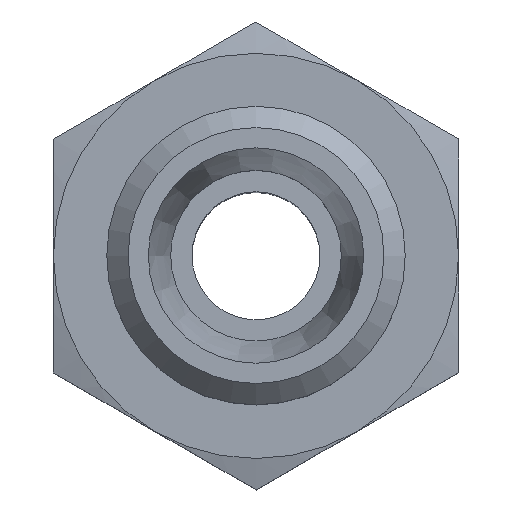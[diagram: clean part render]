
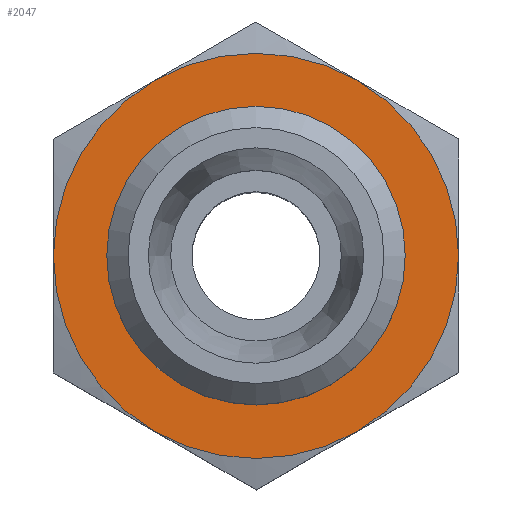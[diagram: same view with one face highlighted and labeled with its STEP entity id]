
A CAD part, top view. The second image highlights one B-rep face of the part: STEP entity #2047.
In plain terms, the highlighted planar face has unit normal (0, 0, 1).
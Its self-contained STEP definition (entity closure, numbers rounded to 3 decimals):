
#1463=CARTESIAN_POINT('',(4.064,9.907,19.0));
#1464=VERTEX_POINT('',#1463);
#1478=CARTESIAN_POINT('',(4.064,9.901,19.0));
#1479=VERTEX_POINT('',#1478);
#1480=CARTESIAN_POINT('',(4.064,9.907,19.0));
#1481=DIRECTION('',(0.001,-1.,0.0));
#1482=VECTOR('',#1481,0.006);
#1483=LINE('',#1480,#1482);
#1484=EDGE_CURVE('',#1464,#1479,#1483,.T.);
#1544=CARTESIAN_POINT('',(-0.691,18.131,19.0));
#1545=VERTEX_POINT('',#1544);
#1591=CARTESIAN_POINT('',(-10.191,18.126,19.0));
#1592=VERTEX_POINT('',#1591);
#1780=CARTESIAN_POINT('',(-10.181,1.671,19.0));
#1781=VERTEX_POINT('',#1780);
#1827=CARTESIAN_POINT('',(-0.681,1.677,19.0));
#1828=VERTEX_POINT('',#1827);
#1867=CARTESIAN_POINT('',(-14.936,9.896,19.0));
#1868=VERTEX_POINT('',#1867);
#1926=CARTESIAN_POINT('',(-5.436,9.901,19.0));
#1927=DIRECTION('',(0.0,0.0,1.0));
#1928=DIRECTION('',(-1.0,0.0,0.0));
#1929=AXIS2_PLACEMENT_3D('',#1926,#1927,#1928);
#1930=CIRCLE('',#1929,9.5);
#1931=EDGE_CURVE('',#1464,#1545,#1930,.T.);
#1944=CARTESIAN_POINT('',(-5.436,9.901,19.0));
#1945=DIRECTION('',(0.0,0.0,1.0));
#1946=DIRECTION('',(-1.0,0.0,0.0));
#1947=AXIS2_PLACEMENT_3D('',#1944,#1945,#1946);
#1948=CIRCLE('',#1947,9.5);
#1949=EDGE_CURVE('',#1828,#1479,#1948,.T.);
#1960=CARTESIAN_POINT('',(-5.436,9.901,19.0));
#1961=DIRECTION('',(0.0,0.0,1.0));
#1962=DIRECTION('',(-1.0,0.0,0.0));
#1963=AXIS2_PLACEMENT_3D('',#1960,#1961,#1962);
#1964=CIRCLE('',#1963,9.5);
#1965=EDGE_CURVE('',#1545,#1592,#1964,.T.);
#1978=CARTESIAN_POINT('',(-5.436,9.901,19.0));
#1979=DIRECTION('',(0.0,0.0,1.0));
#1980=DIRECTION('',(-1.0,0.0,0.0));
#1981=AXIS2_PLACEMENT_3D('',#1978,#1979,#1980);
#1982=CIRCLE('',#1981,9.5);
#1983=EDGE_CURVE('',#1781,#1828,#1982,.T.);
#1994=CARTESIAN_POINT('',(-5.436,9.901,19.0));
#1995=DIRECTION('',(0.0,0.0,1.0));
#1996=DIRECTION('',(-1.0,0.0,0.0));
#1997=AXIS2_PLACEMENT_3D('',#1994,#1995,#1996);
#1998=CIRCLE('',#1997,9.5);
#1999=EDGE_CURVE('',#1592,#1868,#1998,.T.);
#2012=CARTESIAN_POINT('',(-5.436,9.901,19.0));
#2013=DIRECTION('',(0.0,0.0,1.0));
#2014=DIRECTION('',(-1.0,0.0,0.0));
#2015=AXIS2_PLACEMENT_3D('',#2012,#2013,#2014);
#2016=CIRCLE('',#2015,9.5);
#2017=EDGE_CURVE('',#1868,#1781,#2016,.T.);
#2022=CARTESIAN_POINT('',(-5.436,9.901,19.0));
#2023=DIRECTION('',(0.0,0.0,1.0));
#2024=DIRECTION('',(1.0,0.0,0.0));
#2025=AXIS2_PLACEMENT_3D('',#2022,#2023,#2024);
#2026=PLANE('',#2025);
#2027=ORIENTED_EDGE('',*,*,#1931,.T.);
#2028=ORIENTED_EDGE('',*,*,#1965,.T.);
#2029=ORIENTED_EDGE('',*,*,#1999,.T.);
#2030=ORIENTED_EDGE('',*,*,#2017,.T.);
#2031=ORIENTED_EDGE('',*,*,#1983,.T.);
#2032=ORIENTED_EDGE('',*,*,#1949,.T.);
#2033=ORIENTED_EDGE('',*,*,#1484,.F.);
#2034=EDGE_LOOP('',(#2027,#2028,#2029,#2030,#2031,#2032,#2033));
#2035=FACE_OUTER_BOUND('',#2034,.T.);
#2036=CARTESIAN_POINT('',(1.414,9.901,19.0));
#2037=VERTEX_POINT('',#2036);
#2038=CARTESIAN_POINT('',(-5.436,9.901,19.0));
#2039=DIRECTION('',(0.0,0.0,1.0));
#2040=DIRECTION('',(-1.0,0.0,0.0));
#2041=AXIS2_PLACEMENT_3D('',#2038,#2039,#2040);
#2042=CIRCLE('',#2041,6.85);
#2043=EDGE_CURVE('',#2037,#2037,#2042,.T.);
#2044=ORIENTED_EDGE('',*,*,#2043,.F.);
#2045=EDGE_LOOP('',(#2044));
#2046=FACE_BOUND('',#2045,.T.);
#2047=ADVANCED_FACE('',(#2035,#2046),#2026,.T.);
